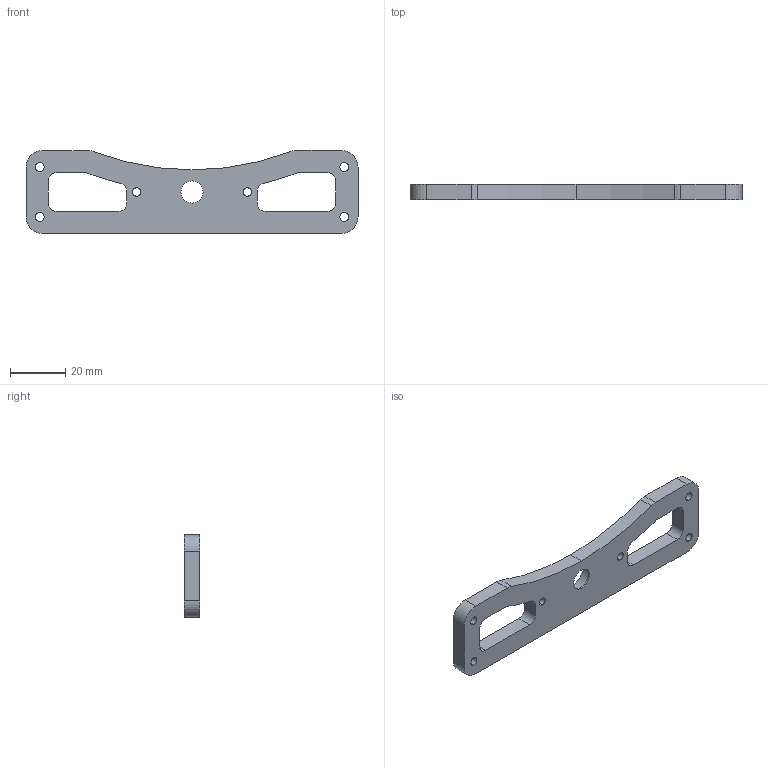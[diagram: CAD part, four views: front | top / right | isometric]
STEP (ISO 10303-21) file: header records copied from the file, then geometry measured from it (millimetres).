
FILE_DESCRIPTION (( 'STEP AP203' ), '1' );
FILE_NAME ('front axel main part.STEP', '2023-08-31T05:54:23', ( '' ), ( '' ), 'SwSTEP 2.0', 'SolidWorks 2022', '' );
FILE_SCHEMA (( 'CONFIG_CONTROL_DESIGN' ));
Length unit declared in the file: millimetre
Products named in the file (1): front axel main part
Bounding box: 120 x 5.5 x 30 mm (x, y, z)
Volume: 12861.2 mm3; surface area: 7814.1 mm2
Topology: 1 solids, 1 shells, 52 faces, 147 edges, 98 vertices
Faces by surface type: cylinder 36, plane 16
Entity records: 1836 total; most frequent: DIRECTION 325, CARTESIAN_POINT 298, ORIENTED_EDGE 294, EDGE_CURVE 147, AXIS2_PLACEMENT_3D 125, VERTEX_POINT 98, VECTOR 75, LINE 75
